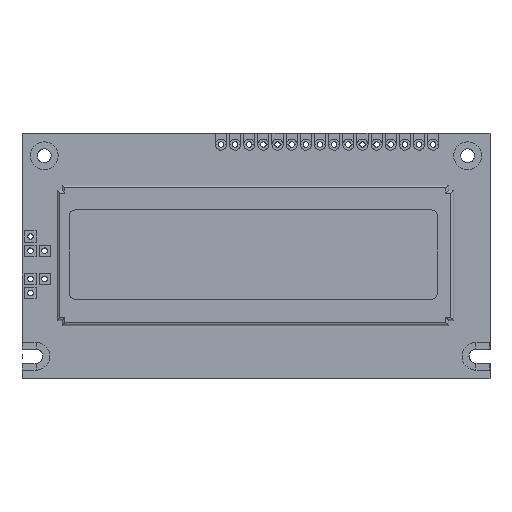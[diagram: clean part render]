
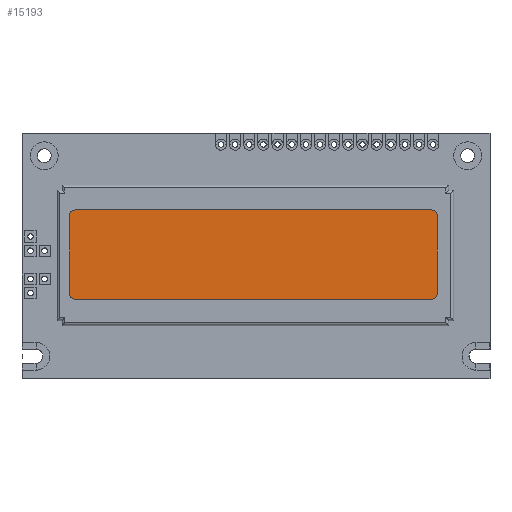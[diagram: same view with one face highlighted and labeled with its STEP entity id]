
A CAD part, top view. The second image highlights one B-rep face of the part: STEP entity #15193.
In plain terms, the highlighted planar face has unit normal (0, 0, 1).
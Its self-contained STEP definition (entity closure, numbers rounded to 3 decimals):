
#13569 = EDGE_CURVE('',#13570,#13572,#13574,.T.);
#13570 = VERTEX_POINT('',#13571);
#13571 = CARTESIAN_POINT('',(-32.25,-26.75,9.2));
#13572 = VERTEX_POINT('',#13573);
#13573 = CARTESIAN_POINT('',(-31.25,-27.75,9.2));
#13574 = CIRCLE('',#13575,1.);
#13575 = AXIS2_PLACEMENT_3D('',#13576,#13577,#13578);
#13576 = CARTESIAN_POINT('',(-31.25,-26.75,9.2));
#13577 = DIRECTION('',(0.,0.,1.));
#13578 = DIRECTION('',(0.,-1.,0.));
#13580 = EDGE_CURVE('',#13570,#13581,#13583,.T.);
#13581 = VERTEX_POINT('',#13582);
#13582 = CARTESIAN_POINT('',(-32.25,-12.75,9.2));
#13583 = LINE('',#13584,#13585);
#13584 = CARTESIAN_POINT('',(-32.25,-27.75,9.2));
#13585 = VECTOR('',#13586,1.);
#13586 = DIRECTION('',(0.,1.,0.));
#13588 = EDGE_CURVE('',#13581,#13589,#13591,.T.);
#13589 = VERTEX_POINT('',#13590);
#13590 = CARTESIAN_POINT('',(-31.25,-11.75,9.2));
#13591 = CIRCLE('',#13592,1.);
#13592 = AXIS2_PLACEMENT_3D('',#13593,#13594,#13595);
#13593 = CARTESIAN_POINT('',(-31.25,-12.75,9.2));
#13594 = DIRECTION('',(0.,0.,-1.));
#13595 = DIRECTION('',(0.,-1.,0.));
#13597 = EDGE_CURVE('',#13589,#13598,#13600,.T.);
#13598 = VERTEX_POINT('',#13599);
#13599 = CARTESIAN_POINT('',(32.75,-11.75,9.2));
#13600 = LINE('',#13601,#13602);
#13601 = CARTESIAN_POINT('',(-32.25,-11.75,9.2));
#13602 = VECTOR('',#13603,1.);
#13603 = DIRECTION('',(1.,0.,0.));
#13605 = EDGE_CURVE('',#13598,#13606,#13608,.T.);
#13606 = VERTEX_POINT('',#13607);
#13607 = CARTESIAN_POINT('',(33.75,-12.75,9.2));
#13608 = CIRCLE('',#13609,1.);
#13609 = AXIS2_PLACEMENT_3D('',#13610,#13611,#13612);
#13610 = CARTESIAN_POINT('',(32.75,-12.75,9.2));
#13611 = DIRECTION('',(0.,0.,-1.));
#13612 = DIRECTION('',(0.,-1.,0.));
#13614 = EDGE_CURVE('',#13615,#13606,#13617,.T.);
#13615 = VERTEX_POINT('',#13616);
#13616 = CARTESIAN_POINT('',(33.75,-26.75,9.2));
#13617 = LINE('',#13618,#13619);
#13618 = CARTESIAN_POINT('',(33.75,-27.75,9.2));
#13619 = VECTOR('',#13620,1.);
#13620 = DIRECTION('',(0.,1.,0.));
#13622 = EDGE_CURVE('',#13615,#13623,#13625,.T.);
#13623 = VERTEX_POINT('',#13624);
#13624 = CARTESIAN_POINT('',(32.75,-27.75,9.2));
#13625 = CIRCLE('',#13626,1.);
#13626 = AXIS2_PLACEMENT_3D('',#13627,#13628,#13629);
#13627 = CARTESIAN_POINT('',(32.75,-26.75,9.2));
#13628 = DIRECTION('',(0.,0.,-1.));
#13629 = DIRECTION('',(0.,-1.,0.));
#13631 = EDGE_CURVE('',#13572,#13623,#13632,.T.);
#13632 = LINE('',#13633,#13634);
#13633 = CARTESIAN_POINT('',(-32.25,-27.75,9.2));
#13634 = VECTOR('',#13635,1.);
#13635 = DIRECTION('',(1.,0.,0.));
#15193 = ADVANCED_FACE('',(#15194),#15204,.T.);
#15194 = FACE_BOUND('',#15195,.T.);
#15195 = EDGE_LOOP('',(#15196,#15197,#15198,#15199,#15200,#15201,#15202,
    #15203));
#15196 = ORIENTED_EDGE('',*,*,#13614,.T.);
#15197 = ORIENTED_EDGE('',*,*,#13605,.F.);
#15198 = ORIENTED_EDGE('',*,*,#13597,.F.);
#15199 = ORIENTED_EDGE('',*,*,#13588,.F.);
#15200 = ORIENTED_EDGE('',*,*,#13580,.F.);
#15201 = ORIENTED_EDGE('',*,*,#13569,.T.);
#15202 = ORIENTED_EDGE('',*,*,#13631,.T.);
#15203 = ORIENTED_EDGE('',*,*,#13622,.F.);
#15204 = PLANE('',#15205);
#15205 = AXIS2_PLACEMENT_3D('',#15206,#15207,#15208);
#15206 = CARTESIAN_POINT('',(-32.25,-27.75,9.2));
#15207 = DIRECTION('',(0.,0.,1.));
#15208 = DIRECTION('',(1.,0.,0.));
